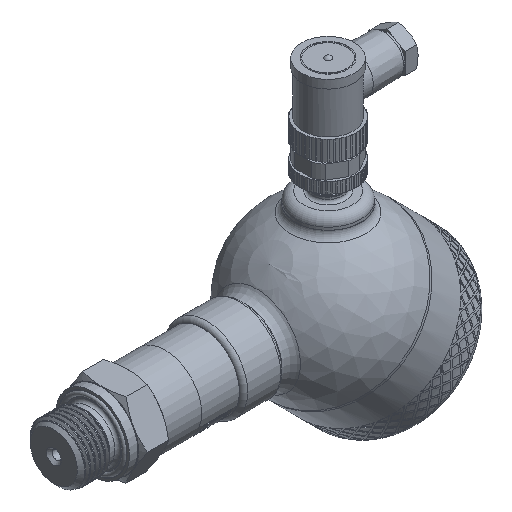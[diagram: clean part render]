
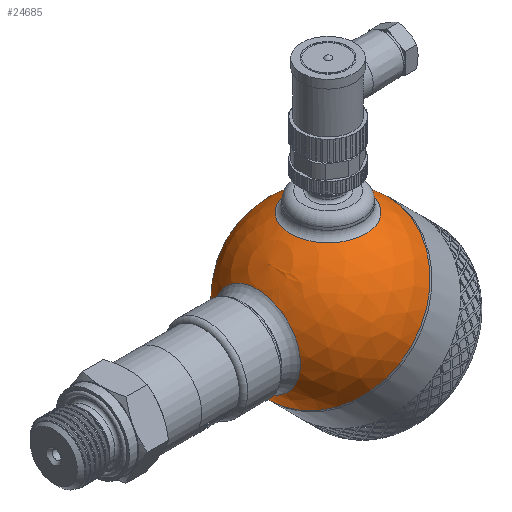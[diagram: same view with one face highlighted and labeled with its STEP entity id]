
A CAD part, isometric view. The second image highlights one B-rep face of the part: STEP entity #24685.
In plain terms, the highlighted spherical face has radius 30 mm.
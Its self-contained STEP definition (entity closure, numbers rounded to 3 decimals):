
#36=SPHERICAL_SURFACE('',#26213,30.);
#94=FACE_BOUND('',#3349,.T.);
#95=FACE_BOUND('',#3350,.T.);
#1734=FACE_OUTER_BOUND('',#3348,.T.);
#3348=EDGE_LOOP('',(#17676,#17677,#17678,#17679));
#3349=EDGE_LOOP('',(#17680));
#3350=EDGE_LOOP('',(#17681));
#4850=CIRCLE('',#26136,30.);
#4851=CIRCLE('',#26137,30.);
#4878=CIRCLE('',#26209,13.5);
#4881=CIRCLE('',#26214,30.);
#4882=CIRCLE('',#26215,15.643);
#9443=VERTEX_POINT('',#34897);
#9444=VERTEX_POINT('',#34899);
#9919=VERTEX_POINT('',#40961);
#9921=VERTEX_POINT('',#40968);
#9922=VERTEX_POINT('',#40970);
#12111=EDGE_CURVE('',#9443,#9444,#4850,.T.);
#12112=EDGE_CURVE('',#9444,#9443,#4851,.T.);
#12827=EDGE_CURVE('',#9919,#9919,#4878,.T.);
#12830=EDGE_CURVE('',#9444,#9921,#4881,.T.);
#12831=EDGE_CURVE('',#9922,#9922,#4882,.T.);
#17676=ORIENTED_EDGE('',*,*,#12112,.F.);
#17677=ORIENTED_EDGE('',*,*,#12830,.T.);
#17678=ORIENTED_EDGE('',*,*,#12830,.F.);
#17679=ORIENTED_EDGE('',*,*,#12111,.F.);
#17680=ORIENTED_EDGE('',*,*,#12831,.F.);
#17681=ORIENTED_EDGE('',*,*,#12827,.F.);
#24685=ADVANCED_FACE('',(#1734,#94,#95),#36,.T.);
#26136=AXIS2_PLACEMENT_3D('',#34900,#27807,#27808);
#26137=AXIS2_PLACEMENT_3D('',#34901,#27809,#27810);
#26209=AXIS2_PLACEMENT_3D('',#40962,#28205,#28206);
#26213=AXIS2_PLACEMENT_3D('',#40967,#28213,#28214);
#26214=AXIS2_PLACEMENT_3D('',#40969,#28215,#28216);
#26215=AXIS2_PLACEMENT_3D('',#40971,#28217,#28218);
#27807=DIRECTION('center_axis',(1.,0.,0.));
#27808=DIRECTION('ref_axis',(0.,1.,0.));
#27809=DIRECTION('center_axis',(1.,0.,0.));
#27810=DIRECTION('ref_axis',(0.,1.,0.));
#28205=DIRECTION('center_axis',(-0.707,0.,-0.707));
#28206=DIRECTION('ref_axis',(-0.707,0.,0.707));
#28213=DIRECTION('center_axis',(1.,0.,0.));
#28214=DIRECTION('ref_axis',(0.,-1.,0.));
#28215=DIRECTION('center_axis',(0.,0.,1.));
#28216=DIRECTION('ref_axis',(0.,1.,0.));
#28217=DIRECTION('center_axis',(-0.707,0.,0.707));
#28218=DIRECTION('ref_axis',(0.707,0.,0.707));
#34897=CARTESIAN_POINT('',(0.,-30.,0.));
#34899=CARTESIAN_POINT('',(0.,30.,0.));
#34900=CARTESIAN_POINT('Origin',(0.,0.,0.));
#34901=CARTESIAN_POINT('Origin',(0.,0.,0.));
#40961=CARTESIAN_POINT('',(-9.398,0.,-28.49));
#40962=CARTESIAN_POINT('Origin',(-18.944,0.,-18.944));
#40967=CARTESIAN_POINT('Origin',(0.,0.,0.));
#40968=CARTESIAN_POINT('',(-30.,0.,0.));
#40969=CARTESIAN_POINT('Origin',(0.,0.,0.));
#40970=CARTESIAN_POINT('',(-29.162,0.,7.04));
#40971=CARTESIAN_POINT('Origin',(-18.101,0.,18.101));
